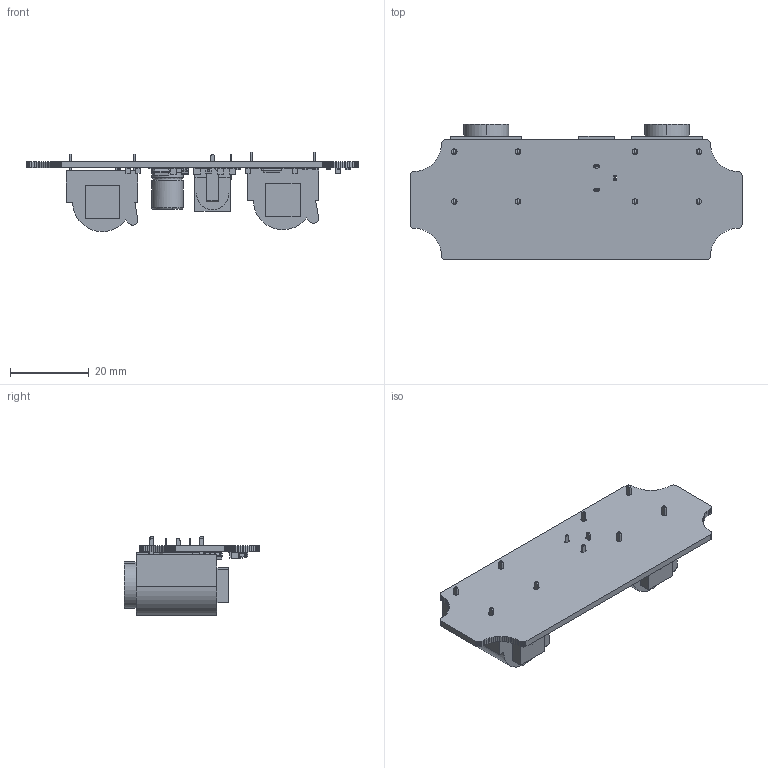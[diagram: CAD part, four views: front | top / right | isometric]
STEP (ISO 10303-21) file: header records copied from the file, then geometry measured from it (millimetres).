
FILE_DESCRIPTION(('KiCad electronic assembly'),'2;1');
FILE_NAME('coupling-constant.step','2024-01-09T00:25:48',('Pcbnew'),( 'Kicad'),'Open CASCADE STEP processor 7.7','KiCad to STEP converter' ,'Unknown');
FILE_SCHEMA(('AUTOMOTIVE_DESIGN { 1 0 10303 214 1 1 1 1 }'));
Length unit declared in the file: millimetre
Products named in the file (20): coupling-constant 1; R_0805_2012Metric; SOLID; C_0805_2012Metric; D_SOD-123; CUI_DEVICES_PJ-102A; Neutrik_NMJ4HCD2; C_1206_3216Metric; SOIC-8_3.9x4.9mm_P1.27mm; TSSOP-8_4.4x3mm_P0.65mm; CP_Elec_8x10.5; coupling-constant PCB
Assembly tree (41 placements, depth 3):
  coupling-constant 1
    R_0805_2012Metric  x9
      SOLID
    C_0805_2012Metric  x5
      SOLID
    D_SOD-123  x5
      SOLID
    CUI_DEVICES_PJ-102A
      SOLID
    Neutrik_NMJ4HCD2  x2
      SOLID
    C_1206_3216Metric  x6
      SOLID
    SOIC-8_3.9x4.9mm_P1.27mm
      SOLID
    TSSOP-8_4.4x3mm_P0.65mm
      SOLID
    CP_Elec_8x10.5
      SOLID
    coupling-constant PCB
Bounding box: 84.5 x 34.5 x 20.15 mm (x, y, z)
Volume: 14729.2 mm3; surface area: 12243.4 mm2
Topology: 32 solids, 32 shells, 1647 faces, 4265 edges, 2727 vertices
Faces by surface type: plane 1078, cylinder 362, bspline 196, cone 6, torus 4, revolution 1
Full cylindrical faces by diameter (mm): 0.5 x1, 0.6 x1, 1.4 x8, 8 x2
Entity records: 61222 total; most frequent: CARTESIAN_POINT 11658, DIRECTION 8186, LINE 5826, VECTOR 5826, ORIENTED_EDGE 4572, PCURVE 4572, DEFINITIONAL_REPRESENTATION 4572, EDGE_CURVE 2286
